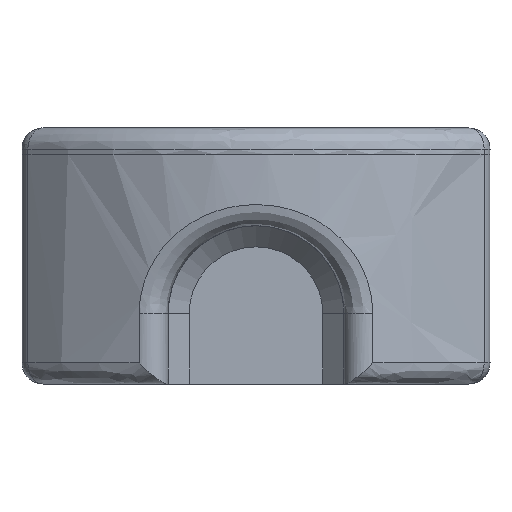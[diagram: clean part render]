
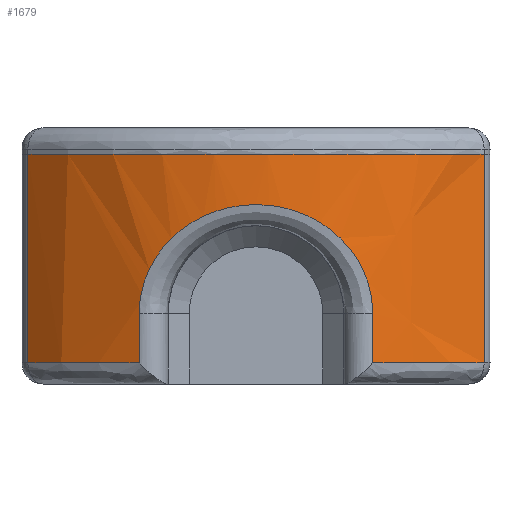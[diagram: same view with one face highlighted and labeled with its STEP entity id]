
A CAD part, front view. The second image highlights one B-rep face of the part: STEP entity #1679.
In plain terms, the highlighted free-form (B-spline) face has degree [1, 3] with [2, 9] control points.
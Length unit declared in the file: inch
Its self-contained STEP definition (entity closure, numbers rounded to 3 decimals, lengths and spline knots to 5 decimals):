
#180=CARTESIAN_POINT('',(-0.40218,0.28954,0.03));
#181=VERTEX_POINT('',#180);
#255=CARTESIAN_POINT('',(-0.40218,0.28954,0.1));
#256=VERTEX_POINT('',#255);
#264=CARTESIAN_POINT('',(-0.40218,0.28954,0.1));
#265=DIRECTION('',(0.0,0.0,-1.0));
#266=VECTOR('',#265,0.07);
#267=LINE('',#264,#266);
#268=EDGE_CURVE('',#256,#181,#267,.T.);
#577=CARTESIAN_POINT('',(-0.5602,0.39558,0.32645));
#578=VERTEX_POINT('',#577);
#579=CARTESIAN_POINT('',(0.088,0.39559,0.32645));
#580=VERTEX_POINT('',#579);
#581=CARTESIAN_POINT('',(-0.5602,0.39558,0.32645));
#582=CARTESIAN_POINT('',(-0.49942,0.33254,0.32645));
#583=CARTESIAN_POINT('',(-0.39049,0.27102,0.32645));
#584=CARTESIAN_POINT('',(-0.23982,0.25456,0.32645));
#585=CARTESIAN_POINT('',(-0.14396,0.26394,0.32645));
#586=CARTESIAN_POINT('',(-0.02848,0.30052,0.32645));
#587=CARTESIAN_POINT('',(0.04758,0.35366,0.32645));
#588=CARTESIAN_POINT('',(0.088,0.39559,0.32645));
#589=B_SPLINE_CURVE_WITH_KNOTS('',3,(#581,#582,#583,#584,#585,#586,#587,#588),.UNSPECIFIED.,.F.,.U.,(4,1,1,1,1,4),(0.0,0.36324,0.49999,0.62173,0.75848,1.0),.UNSPECIFIED.);
#590=EDGE_CURVE('',#578,#580,#589,.T.);
#688=CARTESIAN_POINT('',(-0.07003,0.28954,0.1));
#689=VERTEX_POINT('',#688);
#690=CARTESIAN_POINT('',(-0.07003,0.28954,0.1));
#691=CARTESIAN_POINT('',(-0.07003,0.28954,0.12028));
#692=CARTESIAN_POINT('',(-0.07438,0.28775,0.14055));
#693=CARTESIAN_POINT('',(-0.09067,0.28184,0.17742));
#694=CARTESIAN_POINT('',(-0.10249,0.2778,0.19412));
#695=CARTESIAN_POINT('',(-0.13159,0.26981,0.22199));
#696=CARTESIAN_POINT('',(-0.14884,0.26589,0.2333));
#697=CARTESIAN_POINT('',(-0.18671,0.26008,0.24924));
#698=CARTESIAN_POINT('',(-0.20735,0.2582,0.2539));
#699=CARTESIAN_POINT('',(-0.25079,0.25744,0.25583));
#700=CARTESIAN_POINT('',(-0.2736,0.25884,0.25244));
#701=CARTESIAN_POINT('',(-0.31687,0.2645,0.23724));
#702=CARTESIAN_POINT('',(-0.33716,0.26892,0.22495));
#703=CARTESIAN_POINT('',(-0.36884,0.27751,0.19526));
#704=CARTESIAN_POINT('',(-0.38097,0.28163,0.17842));
#705=CARTESIAN_POINT('',(-0.39771,0.2877,0.14113));
#706=CARTESIAN_POINT('',(-0.40218,0.28954,0.12057));
#707=CARTESIAN_POINT('',(-0.40218,0.28954,0.1));
#708=B_SPLINE_CURVE_WITH_KNOTS('',3,(#690,#691,#692,#693,#694,#695,#696,#697,#698,#699,#700,#701,#702,#703,#704,#705,#706,#707),.UNSPECIFIED.,.F.,.U.,(4,2,2,2,2,2,2,2,4),(0.0,0.12388,0.24593,0.36589,0.48505,0.61382,0.75063,0.87436,1.0),.UNSPECIFIED.);
#709=EDGE_CURVE('',#689,#256,#708,.T.);
#1215=CARTESIAN_POINT('',(-0.56021,0.39559,0.03));
#1216=VERTEX_POINT('',#1215);
#1311=CARTESIAN_POINT('',(-0.07003,0.28954,0.03));
#1312=VERTEX_POINT('',#1311);
#1313=CARTESIAN_POINT('',(-0.07003,0.28954,0.03));
#1314=DIRECTION('',(0.0,0.0,1.0));
#1315=VECTOR('',#1314,0.07);
#1316=LINE('',#1313,#1315);
#1317=EDGE_CURVE('',#1312,#689,#1316,.T.);
#1624=CARTESIAN_POINT('',(-0.56294,0.39845,0.02601));
#1625=CARTESIAN_POINT('',(-0.56294,0.39845,0.32645));
#1626=CARTESIAN_POINT('',(-0.54466,0.37913,0.02601));
#1627=CARTESIAN_POINT('',(-0.54466,0.37913,0.32645));
#1628=CARTESIAN_POINT('',(-0.47782,0.31997,0.02601));
#1629=CARTESIAN_POINT('',(-0.47782,0.31997,0.32645));
#1630=CARTESIAN_POINT('',(-0.36515,0.26843,0.02601));
#1631=CARTESIAN_POINT('',(-0.36515,0.26843,0.32645));
#1632=CARTESIAN_POINT('',(-0.23976,0.25449,0.02601));
#1633=CARTESIAN_POINT('',(-0.23976,0.25449,0.32645));
#1634=CARTESIAN_POINT('',(-0.11431,0.26689,0.02601));
#1635=CARTESIAN_POINT('',(-0.11431,0.26689,0.32645));
#1636=CARTESIAN_POINT('',(-0.0004,0.31572,0.02601));
#1637=CARTESIAN_POINT('',(-0.0004,0.31572,0.32645));
#1638=CARTESIAN_POINT('',(0.06996,0.3765,0.02601));
#1639=CARTESIAN_POINT('',(0.06996,0.3765,0.32645));
#1640=CARTESIAN_POINT('',(0.09073,0.39845,0.02601));
#1641=CARTESIAN_POINT('',(0.09073,0.39845,0.32645));
#1642=B_SPLINE_SURFACE_WITH_KNOTS('',1,3,((#1624,#1626,#1628,#1630,#1632,#1634,#1636,#1638,#1640),(#1625,#1627,#1629,#1631,#1633,#1635,#1637,#1639,#1641)),.UNSPECIFIED.,.F.,.F.,.U.,(2,2),(4,1,1,1,1,1,4),(0.07968,1.0),(0.25737,0.50429,1.0833,1.38961,1.6623,2.24131,2.52185),.UNSPECIFIED.);
#1643=ORIENTED_EDGE('',*,*,#709,.F.);
#1644=ORIENTED_EDGE('',*,*,#1317,.F.);
#1645=CARTESIAN_POINT('',(0.088,0.39559,0.03));
#1646=VERTEX_POINT('',#1645);
#1647=CARTESIAN_POINT('',(0.088,0.39559,0.03));
#1648=CARTESIAN_POINT('',(0.06583,0.37258,0.03));
#1649=CARTESIAN_POINT('',(0.01658,0.33125,0.03));
#1650=CARTESIAN_POINT('',(-0.04034,0.30134,0.03));
#1651=CARTESIAN_POINT('',(-0.07003,0.28954,0.03));
#1652=B_SPLINE_CURVE_WITH_KNOTS('',3,(#1647,#1648,#1649,#1650,#1651),.UNSPECIFIED.,.F.,.U.,(4,1,4),(0.0,0.49999,1.0),.UNSPECIFIED.);
#1653=EDGE_CURVE('',#1646,#1312,#1652,.T.);
#1654=ORIENTED_EDGE('',*,*,#1653,.F.);
#1655=CARTESIAN_POINT('',(0.088,0.39559,0.32645));
#1656=DIRECTION('',(0.,0.,-1.));
#1657=VECTOR('',#1656,0.29645);
#1658=LINE('',#1655,#1657);
#1659=EDGE_CURVE('',#580,#1646,#1658,.T.);
#1660=ORIENTED_EDGE('',*,*,#1659,.F.);
#1661=ORIENTED_EDGE('',*,*,#590,.F.);
#1662=CARTESIAN_POINT('',(-0.56021,0.39559,0.03));
#1663=DIRECTION('',(0.,0.,1.));
#1664=VECTOR('',#1663,0.29645);
#1665=LINE('',#1662,#1664);
#1666=EDGE_CURVE('',#1216,#578,#1665,.T.);
#1667=ORIENTED_EDGE('',*,*,#1666,.F.);
#1668=CARTESIAN_POINT('',(-0.40218,0.28954,0.03));
#1669=CARTESIAN_POINT('',(-0.43188,0.30134,0.03));
#1670=CARTESIAN_POINT('',(-0.48878,0.33125,0.03));
#1671=CARTESIAN_POINT('',(-0.53804,0.37258,0.03));
#1672=CARTESIAN_POINT('',(-0.56021,0.39559,0.03));
#1673=B_SPLINE_CURVE_WITH_KNOTS('',3,(#1668,#1669,#1670,#1671,#1672),.UNSPECIFIED.,.F.,.U.,(4,1,4),(0.0,0.50001,1.0),.UNSPECIFIED.);
#1674=EDGE_CURVE('',#181,#1216,#1673,.T.);
#1675=ORIENTED_EDGE('',*,*,#1674,.F.);
#1676=ORIENTED_EDGE('',*,*,#268,.F.);
#1677=EDGE_LOOP('',(#1643,#1644,#1654,#1660,#1661,#1667,#1675,#1676));
#1678=FACE_OUTER_BOUND('',#1677,.T.);
#1679=ADVANCED_FACE('',(#1678),#1642,.F.);
